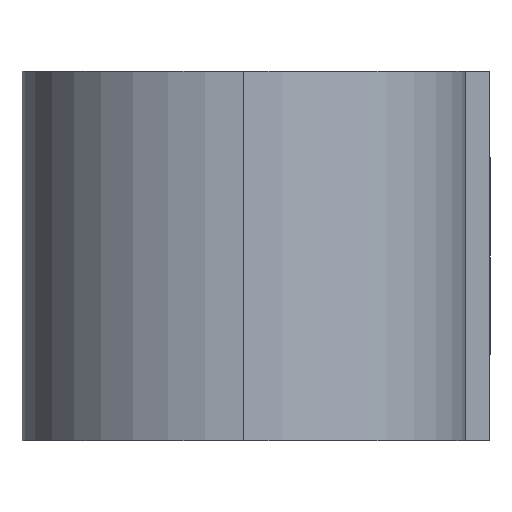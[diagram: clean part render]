
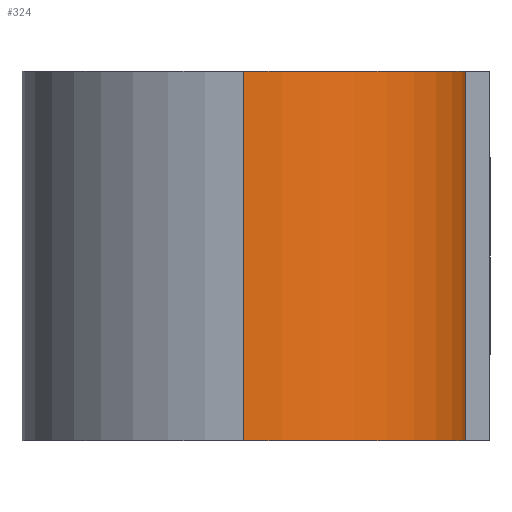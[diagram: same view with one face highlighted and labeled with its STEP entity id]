
A CAD part, left-side view. The second image highlights one B-rep face of the part: STEP entity #324.
In plain terms, the highlighted cylindrical face has radius 9 mm (diameter 18 mm), a partial arc.
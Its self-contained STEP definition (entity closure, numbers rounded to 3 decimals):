
#22 = ORIENTED_EDGE ( 'NONE', *, *, #254, .F. ) ;
#37 = DIRECTION ( 'NONE',  ( 0., 0., 1. ) ) ;
#53 = CARTESIAN_POINT ( 'NONE',  ( 0., -0.5, -7.5 ) ) ;
#55 = ORIENTED_EDGE ( 'NONE', *, *, #133, .T. ) ;
#112 = CARTESIAN_POINT ( 'NONE',  ( -9., 8.5, -7.5 ) ) ;
#133 = EDGE_CURVE ( 'NONE', #158, #726, #624, .T. ) ;
#158 = VERTEX_POINT ( 'NONE', #434 ) ;
#192 = VECTOR ( 'NONE', #767, 1000. ) ;
#227 = CARTESIAN_POINT ( 'NONE',  ( 0., -0.5, 7.5 ) ) ;
#235 = CARTESIAN_POINT ( 'NONE',  ( -9., 8.5, 7.5 ) ) ;
#244 = CIRCLE ( 'NONE', #459, 9. ) ;
#248 = AXIS2_PLACEMENT_3D ( 'NONE', #635, #37, #303 ) ;
#254 = EDGE_CURVE ( 'NONE', #777, #610, #636, .T. ) ;
#263 = CARTESIAN_POINT ( 'NONE',  ( 0., -0.5, 7.5 ) ) ;
#303 = DIRECTION ( 'NONE',  ( -1., 0., 0. ) ) ;
#317 = FACE_OUTER_BOUND ( 'NONE', #607, .T. ) ;
#324 = ADVANCED_FACE ( 'NONE', ( #317 ), #372, .T. ) ;
#372 = CYLINDRICAL_SURFACE ( 'NONE', #761, 9. ) ;
#373 = EDGE_CURVE ( 'NONE', #158, #777, #244, .T. ) ;
#391 = VECTOR ( 'NONE', #760, 1000. ) ;
#434 = CARTESIAN_POINT ( 'NONE',  ( -9., 8.5, 7.5 ) ) ;
#459 = AXIS2_PLACEMENT_3D ( 'NONE', #780, #522, #508 ) ;
#465 = CIRCLE ( 'NONE', #248, 9. ) ;
#508 = DIRECTION ( 'NONE',  ( -1., 0., 0. ) ) ;
#516 = DIRECTION ( 'NONE',  ( 0., 0., -1. ) ) ;
#522 = DIRECTION ( 'NONE',  ( 0., 0., 1. ) ) ;
#584 = DIRECTION ( 'NONE',  ( -1., 0., 0. ) ) ;
#585 = EDGE_CURVE ( 'NONE', #726, #610, #465, .T. ) ;
#586 = ORIENTED_EDGE ( 'NONE', *, *, #585, .T. ) ;
#607 = EDGE_LOOP ( 'NONE', ( #710, #55, #586, #22 ) ) ;
#610 = VERTEX_POINT ( 'NONE', #53 ) ;
#624 = LINE ( 'NONE', #235, #192 ) ;
#635 = CARTESIAN_POINT ( 'NONE',  ( 0., 8.5, -7.5 ) ) ;
#636 = LINE ( 'NONE', #227, #391 ) ;
#641 = CARTESIAN_POINT ( 'NONE',  ( 0., 8.5, 7.5 ) ) ;
#710 = ORIENTED_EDGE ( 'NONE', *, *, #373, .F. ) ;
#726 = VERTEX_POINT ( 'NONE', #112 ) ;
#760 = DIRECTION ( 'NONE',  ( 0., 0., -1. ) ) ;
#761 = AXIS2_PLACEMENT_3D ( 'NONE', #641, #516, #584 ) ;
#767 = DIRECTION ( 'NONE',  ( 0., 0., -1. ) ) ;
#777 = VERTEX_POINT ( 'NONE', #263 ) ;
#780 = CARTESIAN_POINT ( 'NONE',  ( 0., 8.5, 7.5 ) ) ;
